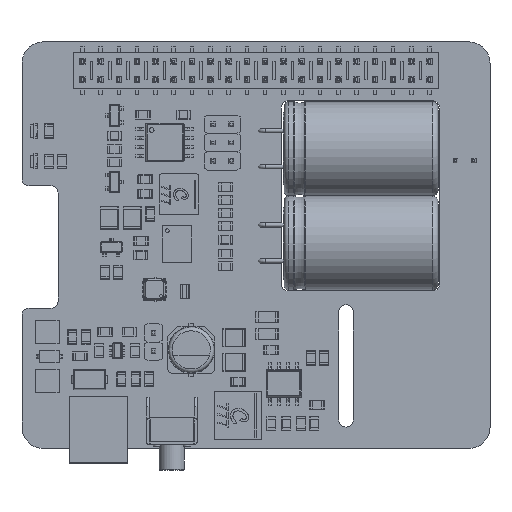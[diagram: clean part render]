
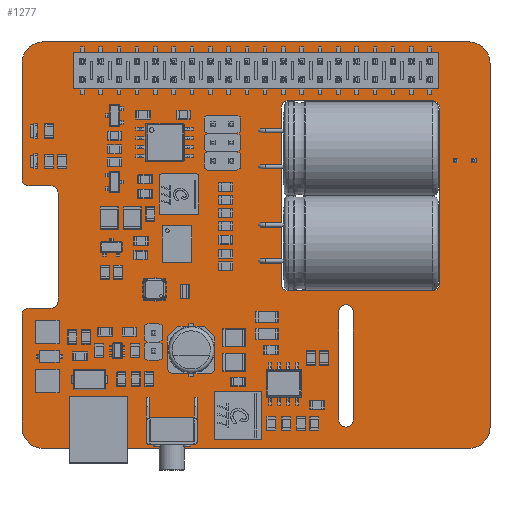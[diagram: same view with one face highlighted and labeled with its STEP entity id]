
A CAD part, top view. The second image highlights one B-rep face of the part: STEP entity #1277.
In plain terms, the highlighted planar face has unit normal (0, 0, 1).
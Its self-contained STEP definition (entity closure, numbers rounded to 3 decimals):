
#348 = VERTEX_POINT('',#349);
#349 = CARTESIAN_POINT('',(0.,3.,1.634));
#355 = EDGE_CURVE('',#348,#356,#358,.T.);
#356 = VERTEX_POINT('',#357);
#357 = CARTESIAN_POINT('',(0.,18.5,1.634));
#358 = LINE('',#359,#360);
#359 = CARTESIAN_POINT('',(0.,3.,1.634));
#360 = VECTOR('',#361,1.);
#361 = DIRECTION('',(0.,1.,0.));
#386 = EDGE_CURVE('',#356,#387,#389,.T.);
#387 = VERTEX_POINT('',#388);
#388 = CARTESIAN_POINT('',(1.,19.5,1.634));
#389 = CIRCLE('',#390,1.);
#390 = AXIS2_PLACEMENT_3D('',#391,#392,#393);
#391 = CARTESIAN_POINT('',(1.,18.5,1.634));
#392 = DIRECTION('',(0.,0.,-1.));
#393 = DIRECTION('',(-1.,0.,0.));
#419 = EDGE_CURVE('',#387,#420,#422,.T.);
#420 = VERTEX_POINT('',#421);
#421 = CARTESIAN_POINT('',(4.,19.5,1.634));
#422 = LINE('',#423,#424);
#423 = CARTESIAN_POINT('',(1.,19.5,1.634));
#424 = VECTOR('',#425,1.);
#425 = DIRECTION('',(1.,0.,0.));
#450 = EDGE_CURVE('',#420,#451,#453,.T.);
#451 = VERTEX_POINT('',#452);
#452 = CARTESIAN_POINT('',(5.,20.5,1.634));
#453 = CIRCLE('',#454,1.);
#454 = AXIS2_PLACEMENT_3D('',#455,#456,#457);
#455 = CARTESIAN_POINT('',(4.,20.5,1.634));
#456 = DIRECTION('',(0.,0.,1.));
#457 = DIRECTION('',(0.,-1.,0.));
#483 = EDGE_CURVE('',#451,#484,#486,.T.);
#484 = VERTEX_POINT('',#485);
#485 = CARTESIAN_POINT('',(5.,35.5,1.634));
#486 = LINE('',#487,#488);
#487 = CARTESIAN_POINT('',(5.,20.5,1.634));
#488 = VECTOR('',#489,1.);
#489 = DIRECTION('',(0.,1.,0.));
#514 = EDGE_CURVE('',#484,#515,#517,.T.);
#515 = VERTEX_POINT('',#516);
#516 = CARTESIAN_POINT('',(4.,36.5,1.634));
#517 = CIRCLE('',#518,1.);
#518 = AXIS2_PLACEMENT_3D('',#519,#520,#521);
#519 = CARTESIAN_POINT('',(4.,35.5,1.634));
#520 = DIRECTION('',(0.,0.,1.));
#521 = DIRECTION('',(1.,0.,0.));
#547 = EDGE_CURVE('',#515,#548,#550,.T.);
#548 = VERTEX_POINT('',#549);
#549 = CARTESIAN_POINT('',(1.,36.5,1.634));
#550 = LINE('',#551,#552);
#551 = CARTESIAN_POINT('',(4.,36.5,1.634));
#552 = VECTOR('',#553,1.);
#553 = DIRECTION('',(-1.,0.,0.));
#578 = EDGE_CURVE('',#548,#579,#581,.T.);
#579 = VERTEX_POINT('',#580);
#580 = CARTESIAN_POINT('',(0.,37.5,1.634));
#581 = CIRCLE('',#582,1.);
#582 = AXIS2_PLACEMENT_3D('',#583,#584,#585);
#583 = CARTESIAN_POINT('',(1.,37.5,1.634));
#584 = DIRECTION('',(0.,0.,-1.));
#585 = DIRECTION('',(0.,-1.,0.));
#611 = EDGE_CURVE('',#579,#612,#614,.T.);
#612 = VERTEX_POINT('',#613);
#613 = CARTESIAN_POINT('',(0.,53.5,1.634));
#614 = LINE('',#615,#616);
#615 = CARTESIAN_POINT('',(0.,37.5,1.634));
#616 = VECTOR('',#617,1.);
#617 = DIRECTION('',(0.,1.,0.));
#642 = EDGE_CURVE('',#612,#643,#645,.T.);
#643 = VERTEX_POINT('',#644);
#644 = CARTESIAN_POINT('',(3.,56.5,1.634));
#645 = CIRCLE('',#646,3.001);
#646 = AXIS2_PLACEMENT_3D('',#647,#648,#649);
#647 = CARTESIAN_POINT('',(3.001,53.499,1.634));
#648 = DIRECTION('',(0.,0.,-1.));
#649 = DIRECTION('',(-1.,0.,0.));
#675 = EDGE_CURVE('',#643,#676,#678,.T.);
#676 = VERTEX_POINT('',#677);
#677 = CARTESIAN_POINT('',(62.,56.5,1.634));
#678 = LINE('',#679,#680);
#679 = CARTESIAN_POINT('',(3.,56.5,1.634));
#680 = VECTOR('',#681,1.);
#681 = DIRECTION('',(1.,0.,0.));
#706 = EDGE_CURVE('',#676,#707,#709,.T.);
#707 = VERTEX_POINT('',#708);
#708 = CARTESIAN_POINT('',(65.,53.5,1.634));
#709 = CIRCLE('',#710,3.001);
#710 = AXIS2_PLACEMENT_3D('',#711,#712,#713);
#711 = CARTESIAN_POINT('',(61.999,53.499,1.634));
#712 = DIRECTION('',(0.,0.,-1.));
#713 = DIRECTION('',(0.,1.,0.));
#739 = EDGE_CURVE('',#707,#740,#742,.T.);
#740 = VERTEX_POINT('',#741);
#741 = CARTESIAN_POINT('',(65.,3.,1.634));
#742 = LINE('',#743,#744);
#743 = CARTESIAN_POINT('',(65.,53.5,1.634));
#744 = VECTOR('',#745,1.);
#745 = DIRECTION('',(0.,-1.,0.));
#770 = EDGE_CURVE('',#740,#771,#773,.T.);
#771 = VERTEX_POINT('',#772);
#772 = CARTESIAN_POINT('',(62.,0.,1.634));
#773 = CIRCLE('',#774,3.001);
#774 = AXIS2_PLACEMENT_3D('',#775,#776,#777);
#775 = CARTESIAN_POINT('',(61.999,3.001,1.634));
#776 = DIRECTION('',(0.,0.,-1.));
#777 = DIRECTION('',(1.,0.,0.));
#803 = EDGE_CURVE('',#771,#804,#806,.T.);
#804 = VERTEX_POINT('',#805);
#805 = CARTESIAN_POINT('',(3.,0.,1.634));
#806 = LINE('',#807,#808);
#807 = CARTESIAN_POINT('',(62.,0.,1.634));
#808 = VECTOR('',#809,1.);
#809 = DIRECTION('',(-1.,0.,0.));
#834 = EDGE_CURVE('',#804,#348,#835,.T.);
#835 = CIRCLE('',#836,3.001);
#836 = AXIS2_PLACEMENT_3D('',#837,#838,#839);
#837 = CARTESIAN_POINT('',(3.001,3.001,1.634));
#838 = DIRECTION('',(0.,0.,-1.));
#839 = DIRECTION('',(0.,-1.,0.));
#860 = VERTEX_POINT('',#861);
#861 = CARTESIAN_POINT('',(36.,22.9,1.634));
#867 = EDGE_CURVE('',#860,#868,#870,.T.);
#868 = VERTEX_POINT('',#869);
#869 = CARTESIAN_POINT('',(36.,47.3,1.634));
#870 = LINE('',#871,#872);
#871 = CARTESIAN_POINT('',(36.,22.9,1.634));
#872 = VECTOR('',#873,1.);
#873 = DIRECTION('',(0.,1.,0.));
#898 = EDGE_CURVE('',#868,#899,#901,.T.);
#899 = VERTEX_POINT('',#900);
#900 = CARTESIAN_POINT('',(37.,48.3,1.634));
#901 = CIRCLE('',#902,1.);
#902 = AXIS2_PLACEMENT_3D('',#903,#904,#905);
#903 = CARTESIAN_POINT('',(37.,47.3,1.634));
#904 = DIRECTION('',(0.,0.,-1.));
#905 = DIRECTION('',(-1.,0.,0.));
#931 = EDGE_CURVE('',#899,#932,#934,.T.);
#932 = VERTEX_POINT('',#933);
#933 = CARTESIAN_POINT('',(57.,48.3,1.634));
#934 = LINE('',#935,#936);
#935 = CARTESIAN_POINT('',(37.,48.3,1.634));
#936 = VECTOR('',#937,1.);
#937 = DIRECTION('',(1.,0.,0.));
#962 = EDGE_CURVE('',#932,#963,#965,.T.);
#963 = VERTEX_POINT('',#964);
#964 = CARTESIAN_POINT('',(58.,47.3,1.634));
#965 = CIRCLE('',#966,1.);
#966 = AXIS2_PLACEMENT_3D('',#967,#968,#969);
#967 = CARTESIAN_POINT('',(57.,47.3,1.634));
#968 = DIRECTION('',(0.,0.,-1.));
#969 = DIRECTION('',(0.,1.,0.));
#995 = EDGE_CURVE('',#963,#996,#998,.T.);
#996 = VERTEX_POINT('',#997);
#997 = CARTESIAN_POINT('',(58.,22.9,1.634));
#998 = LINE('',#999,#1000);
#999 = CARTESIAN_POINT('',(58.,47.3,1.634));
#1000 = VECTOR('',#1001,1.);
#1001 = DIRECTION('',(0.,-1.,0.));
#1026 = EDGE_CURVE('',#996,#1027,#1029,.T.);
#1027 = VERTEX_POINT('',#1028);
#1028 = CARTESIAN_POINT('',(57.,21.9,1.634));
#1029 = CIRCLE('',#1030,1.);
#1030 = AXIS2_PLACEMENT_3D('',#1031,#1032,#1033);
#1031 = CARTESIAN_POINT('',(57.,22.9,1.634));
#1032 = DIRECTION('',(0.,0.,-1.));
#1033 = DIRECTION('',(1.,0.,0.));
#1059 = EDGE_CURVE('',#1027,#1060,#1062,.T.);
#1060 = VERTEX_POINT('',#1061);
#1061 = CARTESIAN_POINT('',(37.,21.9,1.634));
#1062 = LINE('',#1063,#1064);
#1063 = CARTESIAN_POINT('',(57.,21.9,1.634));
#1064 = VECTOR('',#1065,1.);
#1065 = DIRECTION('',(-1.,0.,0.));
#1090 = EDGE_CURVE('',#1060,#860,#1091,.T.);
#1091 = CIRCLE('',#1092,1.);
#1092 = AXIS2_PLACEMENT_3D('',#1093,#1094,#1095);
#1093 = CARTESIAN_POINT('',(37.,22.9,1.634));
#1094 = DIRECTION('',(0.,0.,-1.));
#1095 = DIRECTION('',(0.,-1.,0.));
#1116 = VERTEX_POINT('',#1117);
#1117 = CARTESIAN_POINT('',(44.,19.,1.634));
#1123 = EDGE_CURVE('',#1116,#1124,#1126,.T.);
#1124 = VERTEX_POINT('',#1125);
#1125 = CARTESIAN_POINT('',(44.,4.,1.634));
#1126 = LINE('',#1127,#1128);
#1127 = CARTESIAN_POINT('',(44.,19.,1.634));
#1128 = VECTOR('',#1129,1.);
#1129 = DIRECTION('',(0.,-1.,0.));
#1156 = VERTEX_POINT('',#1157);
#1157 = CARTESIAN_POINT('',(46.,19.,1.634));
#1163 = EDGE_CURVE('',#1156,#1116,#1164,.T.);
#1164 = CIRCLE('',#1165,1.);
#1165 = AXIS2_PLACEMENT_3D('',#1166,#1167,#1168);
#1166 = CARTESIAN_POINT('',(45.,19.,1.634));
#1167 = DIRECTION('',(0.,0.,1.));
#1168 = DIRECTION('',(1.,0.,0.));
#1189 = VERTEX_POINT('',#1190);
#1190 = CARTESIAN_POINT('',(46.,4.,1.634));
#1196 = EDGE_CURVE('',#1189,#1156,#1197,.T.);
#1197 = LINE('',#1198,#1199);
#1198 = CARTESIAN_POINT('',(46.,4.,1.634));
#1199 = VECTOR('',#1200,1.);
#1200 = DIRECTION('',(0.,1.,0.));
#1218 = EDGE_CURVE('',#1124,#1189,#1219,.T.);
#1219 = CIRCLE('',#1220,1.);
#1220 = AXIS2_PLACEMENT_3D('',#1221,#1222,#1223);
#1221 = CARTESIAN_POINT('',(45.,4.,1.634));
#1222 = DIRECTION('',(0.,0.,1.));
#1223 = DIRECTION('',(-1.,0.,0.));
#1277 = ADVANCED_FACE('',(#1278,#1296,#1306),#1312,.T.);
#1278 = FACE_BOUND('',#1279,.F.);
#1279 = EDGE_LOOP('',(#1280,#1281,#1282,#1283,#1284,#1285,#1286,#1287,
    #1288,#1289,#1290,#1291,#1292,#1293,#1294,#1295));
#1280 = ORIENTED_EDGE('',*,*,#355,.T.);
#1281 = ORIENTED_EDGE('',*,*,#386,.T.);
#1282 = ORIENTED_EDGE('',*,*,#419,.T.);
#1283 = ORIENTED_EDGE('',*,*,#450,.T.);
#1284 = ORIENTED_EDGE('',*,*,#483,.T.);
#1285 = ORIENTED_EDGE('',*,*,#514,.T.);
#1286 = ORIENTED_EDGE('',*,*,#547,.T.);
#1287 = ORIENTED_EDGE('',*,*,#578,.T.);
#1288 = ORIENTED_EDGE('',*,*,#611,.T.);
#1289 = ORIENTED_EDGE('',*,*,#642,.T.);
#1290 = ORIENTED_EDGE('',*,*,#675,.T.);
#1291 = ORIENTED_EDGE('',*,*,#706,.T.);
#1292 = ORIENTED_EDGE('',*,*,#739,.T.);
#1293 = ORIENTED_EDGE('',*,*,#770,.T.);
#1294 = ORIENTED_EDGE('',*,*,#803,.T.);
#1295 = ORIENTED_EDGE('',*,*,#834,.T.);
#1296 = FACE_BOUND('',#1297,.T.);
#1297 = EDGE_LOOP('',(#1298,#1299,#1300,#1301,#1302,#1303,#1304,#1305));
#1298 = ORIENTED_EDGE('',*,*,#867,.T.);
#1299 = ORIENTED_EDGE('',*,*,#898,.T.);
#1300 = ORIENTED_EDGE('',*,*,#931,.T.);
#1301 = ORIENTED_EDGE('',*,*,#962,.T.);
#1302 = ORIENTED_EDGE('',*,*,#995,.T.);
#1303 = ORIENTED_EDGE('',*,*,#1026,.T.);
#1304 = ORIENTED_EDGE('',*,*,#1059,.T.);
#1305 = ORIENTED_EDGE('',*,*,#1090,.T.);
#1306 = FACE_BOUND('',#1307,.T.);
#1307 = EDGE_LOOP('',(#1308,#1309,#1310,#1311));
#1308 = ORIENTED_EDGE('',*,*,#1123,.F.);
#1309 = ORIENTED_EDGE('',*,*,#1163,.F.);
#1310 = ORIENTED_EDGE('',*,*,#1196,.F.);
#1311 = ORIENTED_EDGE('',*,*,#1218,.F.);
#1312 = PLANE('',#1313);
#1313 = AXIS2_PLACEMENT_3D('',#1314,#1315,#1316);
#1314 = CARTESIAN_POINT('',(0.,3.,1.634));
#1315 = DIRECTION('',(0.,0.,1.));
#1316 = DIRECTION('',(1.,0.,0.));
